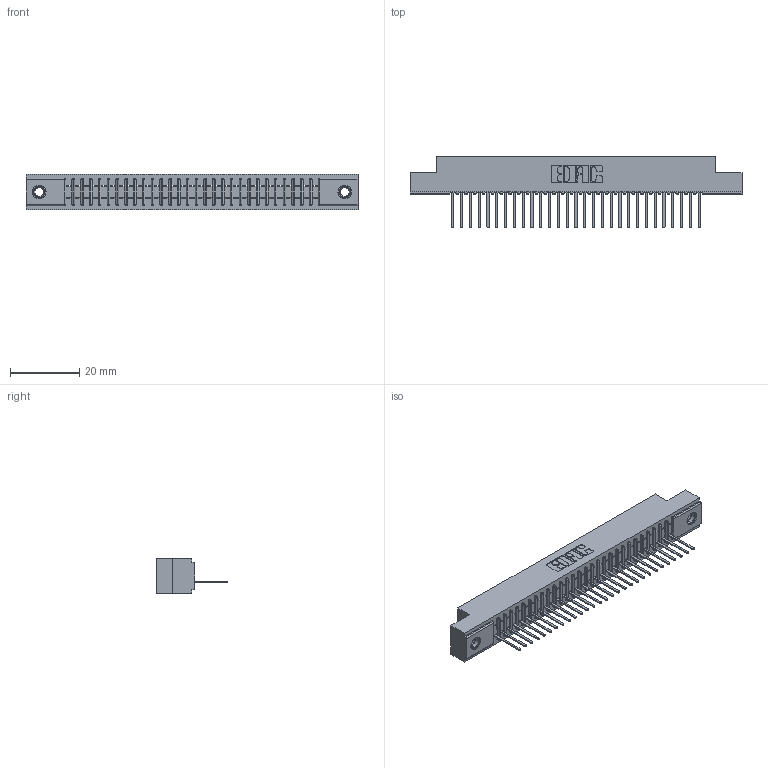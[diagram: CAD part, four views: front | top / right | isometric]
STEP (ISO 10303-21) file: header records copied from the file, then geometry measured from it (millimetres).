
FILE_DESCRIPTION (( 'STEP AP203' ), '1' );
FILE_NAME ('341-029-522-107.STEP', '2018-08-06T19:49:06', ( '' ), ( '' ), 'SwSTEP 2.0', 'SolidWorks 2016', '' );
FILE_SCHEMA (( 'CONFIG_CONTROL_DESIGN' ));
Length unit declared in the file: inch
Products named in the file (4): 341 Part_.156 (3.96) Dia Mounting Holes; 341-292-001_341-292-122; 345-250-001_345-250-005-103; 341-029-522-107
Assembly tree (32 placements, depth 2):
  341-029-522-107
    341 Part_.156 (3.96) Dia Mounting Holes
    341-292-001_341-292-122  x29
    345-250-001_345-250-005-103  x2
Bounding box: 95.89 x 20.62 x 10.16 mm (x, y, z)
Volume: 6887.8 mm3; surface area: 10667.3 mm2
Topology: 32 solids, 32 shells, 2554 faces, 7325 edges, 4698 vertices
Faces by surface type: plane 1579, cylinder 843, sphere 60, torus 60, cone 12
Entity records: 37085 total; most frequent: CARTESIAN_POINT 6273, ORIENTED_EDGE 6254, DIRECTION 6077, EDGE_CURVE 3127, LINE 2509, VECTOR 2509, VERTEX_POINT 1980, AXIS2_PLACEMENT_3D 1784
